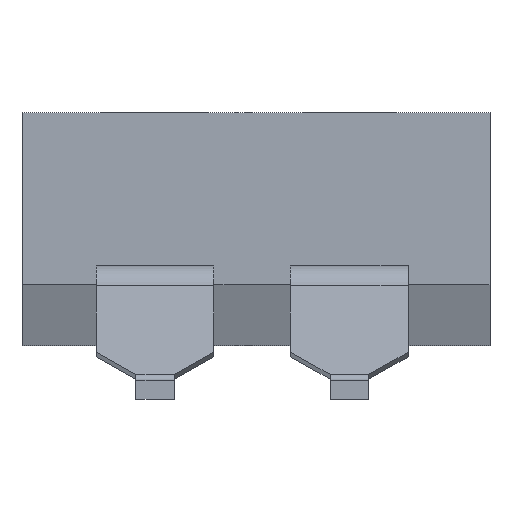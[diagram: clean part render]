
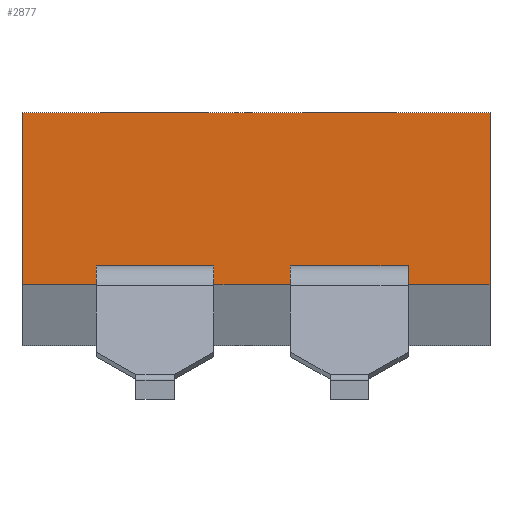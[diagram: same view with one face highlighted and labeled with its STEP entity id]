
A CAD part, front view. The second image highlights one B-rep face of the part: STEP entity #2877.
In plain terms, the highlighted planar face has unit normal (0, -1, 0).
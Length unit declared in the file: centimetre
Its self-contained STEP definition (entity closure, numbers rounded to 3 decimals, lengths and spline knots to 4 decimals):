
#296=FACE_OUTER_BOUND('',#458,.T.);
#458=EDGE_LOOP('',(#2584,#2585,#2586,#2587,#2588,#2589,#2590,#2591,#2592,
#2593,#2594,#2595));
#519=LINE('',#3847,#847);
#523=LINE('',#3855,#851);
#541=LINE('',#3904,#869);
#612=LINE('',#4068,#940);
#616=LINE('',#4076,#944);
#634=LINE('',#4125,#962);
#733=LINE('',#4832,#1061);
#781=LINE('',#4929,#1109);
#782=LINE('',#4930,#1110);
#783=LINE('',#4931,#1111);
#786=LINE('',#4936,#1114);
#787=LINE('',#4937,#1115);
#847=VECTOR('',#3182,1.);
#851=VECTOR('',#3188,1.);
#869=VECTOR('',#3228,1.);
#940=VECTOR('',#3389,1.);
#944=VECTOR('',#3395,1.);
#962=VECTOR('',#3435,1.);
#1061=VECTOR('',#3606,1.);
#1109=VECTOR('',#3692,1.);
#1110=VECTOR('',#3693,1.);
#1111=VECTOR('',#3694,1.);
#1114=VECTOR('',#3701,1.);
#1115=VECTOR('',#3702,1.);
#1161=VERTEX_POINT('',#3845);
#1162=VERTEX_POINT('',#3846);
#1165=VERTEX_POINT('',#3854);
#1185=VERTEX_POINT('',#3903);
#1232=VERTEX_POINT('',#4066);
#1233=VERTEX_POINT('',#4067);
#1236=VERTEX_POINT('',#4075);
#1256=VERTEX_POINT('',#4124);
#1349=VERTEX_POINT('',#4826);
#1351=VERTEX_POINT('',#4830);
#1379=VERTEX_POINT('',#4923);
#1381=VERTEX_POINT('',#4927);
#1447=EDGE_CURVE('',#1161,#1162,#519,.T.);
#1451=EDGE_CURVE('',#1165,#1161,#523,.T.);
#1475=EDGE_CURVE('',#1162,#1185,#541,.T.);
#1556=EDGE_CURVE('',#1232,#1233,#612,.T.);
#1560=EDGE_CURVE('',#1236,#1232,#616,.T.);
#1584=EDGE_CURVE('',#1233,#1256,#634,.T.);
#1735=EDGE_CURVE('',#1349,#1351,#733,.T.);
#1783=EDGE_CURVE('',#1185,#1381,#781,.T.);
#1784=EDGE_CURVE('',#1256,#1165,#782,.T.);
#1785=EDGE_CURVE('',#1379,#1236,#783,.T.);
#1788=EDGE_CURVE('',#1381,#1349,#786,.T.);
#1789=EDGE_CURVE('',#1379,#1351,#787,.T.);
#2584=ORIENTED_EDGE('',*,*,#1475,.T.);
#2585=ORIENTED_EDGE('',*,*,#1783,.T.);
#2586=ORIENTED_EDGE('',*,*,#1788,.T.);
#2587=ORIENTED_EDGE('',*,*,#1735,.T.);
#2588=ORIENTED_EDGE('',*,*,#1789,.F.);
#2589=ORIENTED_EDGE('',*,*,#1785,.T.);
#2590=ORIENTED_EDGE('',*,*,#1560,.T.);
#2591=ORIENTED_EDGE('',*,*,#1556,.T.);
#2592=ORIENTED_EDGE('',*,*,#1584,.T.);
#2593=ORIENTED_EDGE('',*,*,#1784,.T.);
#2594=ORIENTED_EDGE('',*,*,#1451,.T.);
#2595=ORIENTED_EDGE('',*,*,#1447,.T.);
#2722=PLANE('',#3053);
#2877=ADVANCED_FACE('',(#296),#2722,.T.);
#3053=AXIS2_PLACEMENT_3D('',#4935,#3699,#3700);
#3182=DIRECTION('',(1.,0.,0.));
#3188=DIRECTION('',(0.,0.,1.));
#3228=DIRECTION('',(0.,0.,-1.));
#3389=DIRECTION('',(1.,0.,0.));
#3395=DIRECTION('',(0.,0.,1.));
#3435=DIRECTION('',(0.,0.,-1.));
#3606=DIRECTION('',(-1.,0.,0.));
#3692=DIRECTION('',(1.,0.,0.));
#3693=DIRECTION('',(1.,0.,0.));
#3694=DIRECTION('',(1.,0.,0.));
#3699=DIRECTION('center_axis',(0.,-1.,0.));
#3700=DIRECTION('ref_axis',(0.,0.,-1.));
#3701=DIRECTION('',(0.,0.,1.));
#3702=DIRECTION('',(0.,0.,1.));
#3845=CARTESIAN_POINT('',(0.045,-0.315,0.105));
#3846=CARTESIAN_POINT('',(0.199,-0.315,0.105));
#3847=CARTESIAN_POINT('',(0.214,-0.315,0.105));
#3854=CARTESIAN_POINT('',(0.045,-0.315,0.08));
#3855=CARTESIAN_POINT('',(0.045,-0.315,0.0255));
#3903=CARTESIAN_POINT('',(0.199,-0.315,0.08));
#3904=CARTESIAN_POINT('',(0.199,-0.315,0.0255));
#4066=CARTESIAN_POINT('',(-0.209,-0.315,0.105));
#4067=CARTESIAN_POINT('',(-0.055,-0.315,0.105));
#4068=CARTESIAN_POINT('',(0.087,-0.315,0.105));
#4075=CARTESIAN_POINT('',(-0.209,-0.315,0.08));
#4076=CARTESIAN_POINT('',(-0.209,-0.315,0.0255));
#4124=CARTESIAN_POINT('',(-0.055,-0.315,0.08));
#4125=CARTESIAN_POINT('',(-0.055,-0.315,0.0255));
#4826=CARTESIAN_POINT('',(0.306,-0.315,0.305));
#4830=CARTESIAN_POINT('',(-0.306,-0.315,0.305));
#4832=CARTESIAN_POINT('',(0.306,-0.315,0.305));
#4923=CARTESIAN_POINT('',(-0.306,-0.315,0.08));
#4927=CARTESIAN_POINT('',(0.306,-0.315,0.08));
#4929=CARTESIAN_POINT('',(0.306,-0.315,0.08));
#4930=CARTESIAN_POINT('',(0.306,-0.315,0.08));
#4931=CARTESIAN_POINT('',(0.306,-0.315,0.08));
#4935=CARTESIAN_POINT('Origin',(0.306,-0.315,0.));
#4936=CARTESIAN_POINT('',(0.306,-0.315,0.));
#4937=CARTESIAN_POINT('',(-0.306,-0.315,0.));
